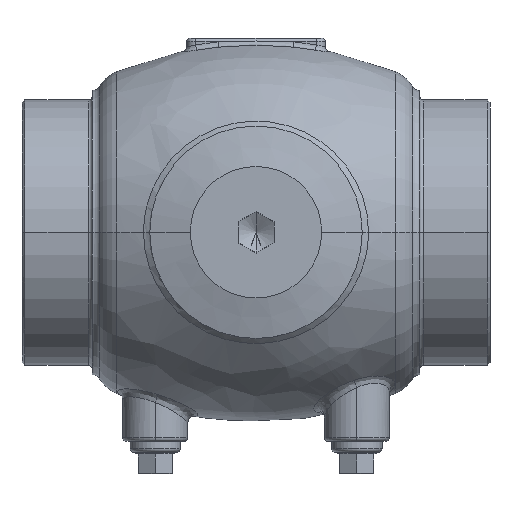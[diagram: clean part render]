
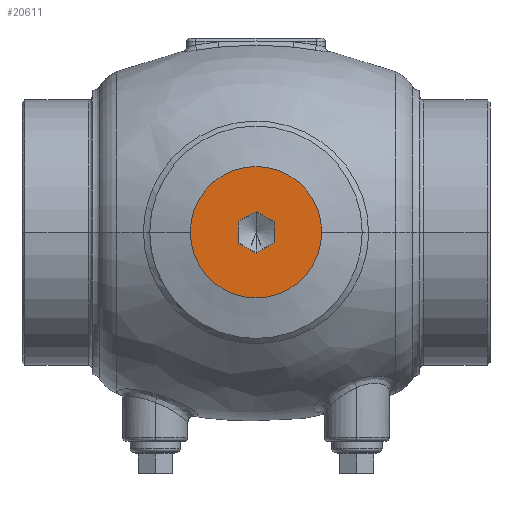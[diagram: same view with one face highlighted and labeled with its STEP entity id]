
A CAD part, top view. The second image highlights one B-rep face of the part: STEP entity #20611.
In plain terms, the highlighted planar face has unit normal (0, 0, 1).
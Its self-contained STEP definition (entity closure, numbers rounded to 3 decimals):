
#1208=CARTESIAN_POINT('',(0.,0.,62.5));
#1209=DIRECTION('',(0.,0.,1.));
#1210=DIRECTION('',(-1.,0.,0.));
#1211=AXIS2_PLACEMENT_3D('',#1208,#1209,#1210);
#1213=CARTESIAN_POINT('',(0.,0.,62.5));
#1214=DIRECTION('',(0.,0.,-1.));
#1215=DIRECTION('',(-1.,0.,0.));
#1216=AXIS2_PLACEMENT_3D('',#1213,#1214,#1215);
#1218=DIRECTION('',(0.866,0.5,0.));
#1219=VECTOR('',#1218,5.774);
#1220=CARTESIAN_POINT('',(0.,-5.774,62.5));
#1221=LINE('',#1220,#1219);
#1222=DIRECTION('',(0.,1.,0.));
#1223=VECTOR('',#1222,5.773);
#1224=CARTESIAN_POINT('',(5.,-2.886,62.5));
#1225=LINE('',#1224,#1223);
#1226=DIRECTION('',(-0.866,0.5,0.));
#1227=VECTOR('',#1226,5.774);
#1228=CARTESIAN_POINT('',(5.,2.886,62.5));
#1229=LINE('',#1228,#1227);
#1230=DIRECTION('',(-0.866,-0.5,0.));
#1231=VECTOR('',#1230,5.774);
#1232=CARTESIAN_POINT('',(0.,5.774,62.5));
#1233=LINE('',#1232,#1231);
#1234=DIRECTION('',(0.,-1.,0.));
#1235=VECTOR('',#1234,5.773);
#1236=CARTESIAN_POINT('',(-5.,2.886,62.5));
#1237=LINE('',#1236,#1235);
#1238=DIRECTION('',(0.866,-0.5,0.));
#1239=VECTOR('',#1238,5.774);
#1240=CARTESIAN_POINT('',(-5.,-2.886,62.5));
#1241=LINE('',#1240,#1239);
#19351=CARTESIAN_POINT('',(-18.25,0.,62.5));
#19352=VERTEX_POINT('',#19351);
#19357=CARTESIAN_POINT('',(18.25,0.,62.5));
#19358=VERTEX_POINT('',#19357);
#19359=CARTESIAN_POINT('',(0.,-5.774,62.5));
#19360=CARTESIAN_POINT('',(5.,-2.886,62.5));
#19361=VERTEX_POINT('',#19359);
#19362=VERTEX_POINT('',#19360);
#19363=CARTESIAN_POINT('',(5.,2.886,62.5));
#19364=VERTEX_POINT('',#19363);
#19365=CARTESIAN_POINT('',(0.,5.774,62.5));
#19366=VERTEX_POINT('',#19365);
#19367=CARTESIAN_POINT('',(-5.,2.886,62.5));
#19368=VERTEX_POINT('',#19367);
#19369=CARTESIAN_POINT('',(-5.,-2.886,62.5));
#19370=VERTEX_POINT('',#19369);
#20588=CARTESIAN_POINT('',(0.,0.,62.5));
#20589=DIRECTION('',(0.,0.,-1.));
#20590=DIRECTION('',(1.,0.,0.));
#20591=AXIS2_PLACEMENT_3D('',#20588,#20589,#20590);
#20592=PLANE('',#20591);
#20593=ORIENTED_EDGE('',*,*,#20581,.F.);
#20594=ORIENTED_EDGE('',*,*,#20570,.T.);
#20595=EDGE_LOOP('',(#20593,#20594));
#20596=FACE_OUTER_BOUND('',#20595,.F.);
#20598=ORIENTED_EDGE('',*,*,#20597,.T.);
#20600=ORIENTED_EDGE('',*,*,#20599,.T.);
#20602=ORIENTED_EDGE('',*,*,#20601,.T.);
#20604=ORIENTED_EDGE('',*,*,#20603,.T.);
#20606=ORIENTED_EDGE('',*,*,#20605,.T.);
#20608=ORIENTED_EDGE('',*,*,#20607,.T.);
#20609=EDGE_LOOP('',(#20598,#20600,#20602,#20604,#20606,#20608));
#20610=FACE_BOUND('',#20609,.F.);
#20611=ADVANCED_FACE('',(#20596,#20610),#20592,.F.);
#1212=CIRCLE('',#1211,18.25);
#1217=CIRCLE('',#1216,18.25);
#20570=EDGE_CURVE('',#19352,#19358,#1217,.T.);
#20581=EDGE_CURVE('',#19352,#19358,#1212,.T.);
#20597=EDGE_CURVE('',#19361,#19362,#1221,.T.);
#20599=EDGE_CURVE('',#19362,#19364,#1225,.T.);
#20601=EDGE_CURVE('',#19364,#19366,#1229,.T.);
#20603=EDGE_CURVE('',#19366,#19368,#1233,.T.);
#20605=EDGE_CURVE('',#19368,#19370,#1237,.T.);
#20607=EDGE_CURVE('',#19370,#19361,#1241,.T.);
